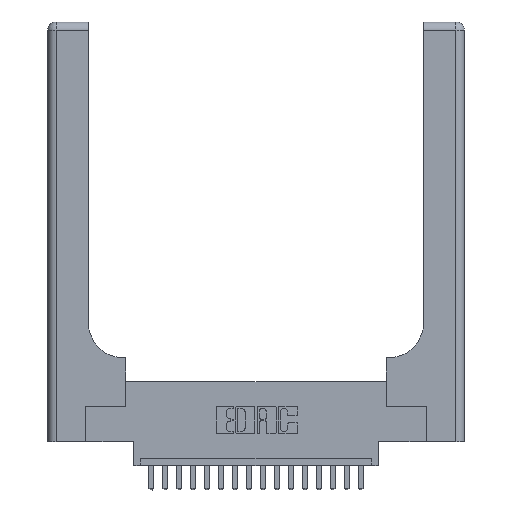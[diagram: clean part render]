
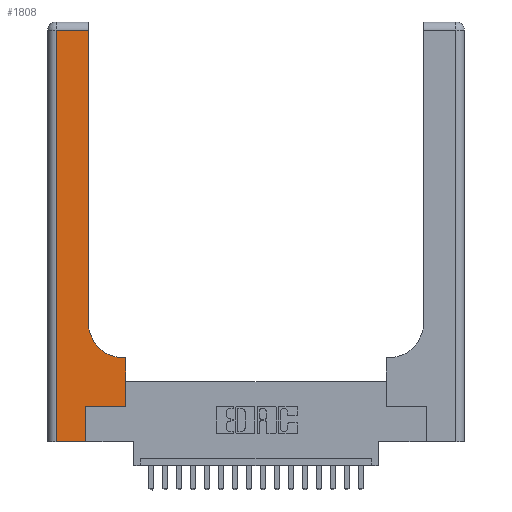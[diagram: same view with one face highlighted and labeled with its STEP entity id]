
A CAD part, top view. The second image highlights one B-rep face of the part: STEP entity #1808.
In plain terms, the highlighted planar face has unit normal (0, 0, 1).
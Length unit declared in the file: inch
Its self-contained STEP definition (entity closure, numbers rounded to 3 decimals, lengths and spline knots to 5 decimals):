
#59 = VECTOR ( 'NONE', #11096, 39.37008 ) ;
#335 = EDGE_CURVE ( 'NONE', #7710, #8935, #11718, .T. ) ;
#814 = VERTEX_POINT ( 'NONE', #2712 ) ;
#999 = EDGE_CURVE ( 'NONE', #8935, #18042, #4556, .T. ) ;
#1049 = VERTEX_POINT ( 'NONE', #5272 ) ;
#1247 = CARTESIAN_POINT ( 'NONE',  ( 0.2915, 0.85, 0.37 ) ) ;
#1327 = AXIS2_PLACEMENT_3D ( 'NONE', #7730, #2838, #17611 ) ;
#1509 = DIRECTION ( 'NONE',  ( -1., 0., 0. ) ) ;
#1808 = ADVANCED_FACE ( 'NONE', ( #2028 ), #12613, .F. ) ;
#1979 = VECTOR ( 'NONE', #18517, 39.37008 ) ;
#2028 = FACE_OUTER_BOUND ( 'NONE', #3083, .T. ) ;
#2712 = CARTESIAN_POINT ( 'NONE',  ( 0.06, 0., 0.37 ) ) ;
#2719 = VERTEX_POINT ( 'NONE', #19737 ) ;
#2838 = DIRECTION ( 'NONE',  ( 0., 0., -1. ) ) ;
#3083 = EDGE_LOOP ( 'NONE', ( #19648, #7572, #9994, #10587, #20678, #15177, #11527, #18863, #18700 ) ) ;
#3087 = VECTOR ( 'NONE', #9488, 39.37008 ) ;
#3249 = CARTESIAN_POINT ( 'NONE',  ( 0.5585, 0.25, 0.37 ) ) ;
#4556 = LINE ( 'NONE', #4561, #10138 ) ;
#4561 = CARTESIAN_POINT ( 'NONE',  ( 0.2915, 3., 0.37 ) ) ;
#4789 = DIRECTION ( 'NONE',  ( 1., 0., 0. ) ) ;
#4840 = CARTESIAN_POINT ( 'NONE',  ( 0., 2.94, 0.37 ) ) ;
#5272 = CARTESIAN_POINT ( 'NONE',  ( 0.06, 2.94, 0.37 ) ) ;
#5878 = AXIS2_PLACEMENT_3D ( 'NONE', #17679, #11279, #4789 ) ;
#5951 = CARTESIAN_POINT ( 'NONE',  ( 0.269, 0.25, 0.37 ) ) ;
#6385 = CARTESIAN_POINT ( 'NONE',  ( 0.2915, 0.6, 0.37 ) ) ;
#6401 = VERTEX_POINT ( 'NONE', #18573 ) ;
#7100 = LINE ( 'NONE', #4840, #59 ) ;
#7116 = VECTOR ( 'NONE', #1509, 39.37008 ) ;
#7138 = VERTEX_POINT ( 'NONE', #5951 ) ;
#7472 = VECTOR ( 'NONE', #11332, 39.37008 ) ;
#7572 = ORIENTED_EDGE ( 'NONE', *, *, #14883, .T. ) ;
#7710 = VERTEX_POINT ( 'NONE', #9482 ) ;
#7730 = CARTESIAN_POINT ( 'NONE',  ( 0., 3., 0.37 ) ) ;
#7744 = EDGE_CURVE ( 'NONE', #9964, #7710, #13427, .T. ) ;
#8151 = DIRECTION ( 'NONE',  ( 1., 0., 0. ) ) ;
#8504 = LINE ( 'NONE', #3249, #7472 ) ;
#8774 = DIRECTION ( 'NONE',  ( 0., 1., 0. ) ) ;
#8935 = VERTEX_POINT ( 'NONE', #1247 ) ;
#9098 = EDGE_CURVE ( 'NONE', #1049, #814, #10569, .T. ) ;
#9482 = CARTESIAN_POINT ( 'NONE',  ( 0.5415, 0.6, 0.37 ) ) ;
#9488 = DIRECTION ( 'NONE',  ( 1., 0., 0. ) ) ;
#9510 = EDGE_CURVE ( 'NONE', #6401, #9964, #8504, .T. ) ;
#9752 = DIRECTION ( 'NONE',  ( 0., 1., 0. ) ) ;
#9964 = VERTEX_POINT ( 'NONE', #10405 ) ;
#9994 = ORIENTED_EDGE ( 'NONE', *, *, #9098, .T. ) ;
#10138 = VECTOR ( 'NONE', #9752, 39.37008 ) ;
#10405 = CARTESIAN_POINT ( 'NONE',  ( 0.5585, 0.6, 0.37 ) ) ;
#10569 = LINE ( 'NONE', #13663, #1979 ) ;
#10587 = ORIENTED_EDGE ( 'NONE', *, *, #12092, .T. ) ;
#11096 = DIRECTION ( 'NONE',  ( -1., 0., 0. ) ) ;
#11157 = LINE ( 'NONE', #15242, #18788 ) ;
#11279 = DIRECTION ( 'NONE',  ( 0., 0., -1. ) ) ;
#11332 = DIRECTION ( 'NONE',  ( 0., 1., 0. ) ) ;
#11527 = ORIENTED_EDGE ( 'NONE', *, *, #9510, .T. ) ;
#11555 = CARTESIAN_POINT ( 'NONE',  ( 0., 0., 0.37 ) ) ;
#11585 = LINE ( 'NONE', #11555, #13098 ) ;
#11718 = CIRCLE ( 'NONE', #5878, 0.25 ) ;
#12092 = EDGE_CURVE ( 'NONE', #814, #2719, #11585, .T. ) ;
#12613 = PLANE ( 'NONE',  #1327 ) ;
#13098 = VECTOR ( 'NONE', #8151, 39.37008 ) ;
#13427 = LINE ( 'NONE', #6385, #7116 ) ;
#13581 = CARTESIAN_POINT ( 'NONE',  ( 0.2915, 2.94, 0.37 ) ) ;
#13663 = CARTESIAN_POINT ( 'NONE',  ( 0.06, 3., 0.37 ) ) ;
#14182 = EDGE_CURVE ( 'NONE', #7138, #6401, #18328, .T. ) ;
#14883 = EDGE_CURVE ( 'NONE', #18042, #1049, #7100, .T. ) ;
#15177 = ORIENTED_EDGE ( 'NONE', *, *, #14182, .T. ) ;
#15242 = CARTESIAN_POINT ( 'NONE',  ( 0.269, 0., 0.37 ) ) ;
#15771 = EDGE_CURVE ( 'NONE', #2719, #7138, #11157, .T. ) ;
#15928 = CARTESIAN_POINT ( 'NONE',  ( 0.269, 0.25, 0.37 ) ) ;
#17611 = DIRECTION ( 'NONE',  ( -1., 0., 0. ) ) ;
#17679 = CARTESIAN_POINT ( 'NONE',  ( 0.5415, 0.85, 0.37 ) ) ;
#18042 = VERTEX_POINT ( 'NONE', #13581 ) ;
#18328 = LINE ( 'NONE', #15928, #3087 ) ;
#18517 = DIRECTION ( 'NONE',  ( 0., -1., 0. ) ) ;
#18573 = CARTESIAN_POINT ( 'NONE',  ( 0.5585, 0.25, 0.37 ) ) ;
#18700 = ORIENTED_EDGE ( 'NONE', *, *, #335, .T. ) ;
#18788 = VECTOR ( 'NONE', #8774, 39.37008 ) ;
#18863 = ORIENTED_EDGE ( 'NONE', *, *, #7744, .T. ) ;
#19648 = ORIENTED_EDGE ( 'NONE', *, *, #999, .T. ) ;
#19737 = CARTESIAN_POINT ( 'NONE',  ( 0.269, 0., 0.37 ) ) ;
#20678 = ORIENTED_EDGE ( 'NONE', *, *, #15771, .T. ) ;
